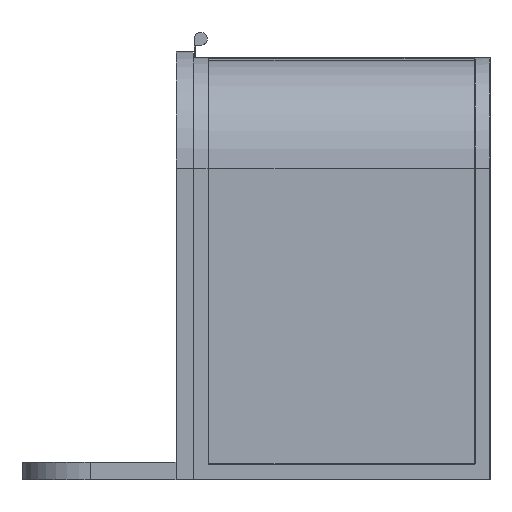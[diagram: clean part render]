
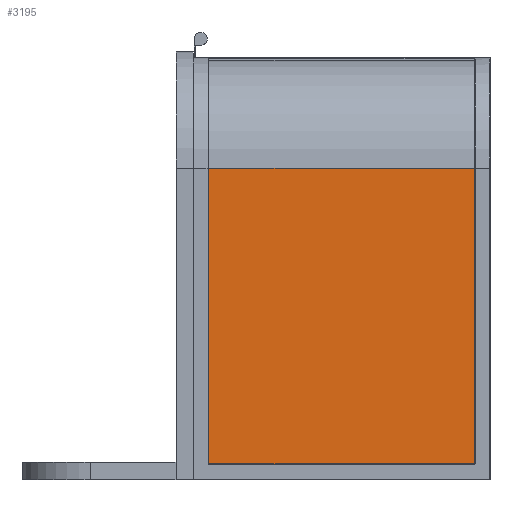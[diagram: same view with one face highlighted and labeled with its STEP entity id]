
A CAD part, left-side view. The second image highlights one B-rep face of the part: STEP entity #3195.
In plain terms, the highlighted planar face has unit normal (-1, 0, 0).
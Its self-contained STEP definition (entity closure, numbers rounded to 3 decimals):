
#109 = CARTESIAN_POINT ( 'NONE',  ( -143., 838.94, -129. ) ) ;
#147 = DIRECTION ( 'NONE',  ( 0., -1., 0. ) ) ;
#338 = DIRECTION ( 'NONE',  ( 0., -1., 0. ) ) ;
#457 = VERTEX_POINT ( 'NONE', #890 ) ;
#653 = CARTESIAN_POINT ( 'NONE',  ( -143., 838.94, -475. ) ) ;
#675 = VECTOR ( 'NONE', #2297, 1000. ) ;
#870 = VERTEX_POINT ( 'NONE', #3628 ) ;
#890 = CARTESIAN_POINT ( 'NONE',  ( -143., 18.5, -474.5 ) ) ;
#943 = PLANE ( 'NONE',  #2370 ) ;
#993 = EDGE_CURVE ( 'NONE', #3402, #457, #2334, .T. ) ;
#1252 = CARTESIAN_POINT ( 'NONE',  ( -143., 328.5, -474.5 ) ) ;
#1301 = LINE ( 'NONE', #109, #3549 ) ;
#1345 = VECTOR ( 'NONE', #3323, 1000. ) ;
#1514 = FACE_OUTER_BOUND ( 'NONE', #1874, .T. ) ;
#1789 = CARTESIAN_POINT ( 'NONE',  ( -143., 328.5, -129. ) ) ;
#1800 = EDGE_CURVE ( 'NONE', #2513, #3402, #2030, .T. ) ;
#1874 = EDGE_LOOP ( 'NONE', ( #3619, #2135, #2190, #3293 ) ) ;
#2030 = LINE ( 'NONE', #3668, #675 ) ;
#2044 = CARTESIAN_POINT ( 'NONE',  ( -143., 18., -474.5 ) ) ;
#2122 = EDGE_CURVE ( 'NONE', #2513, #870, #1301, .T. ) ;
#2135 = ORIENTED_EDGE ( 'NONE', *, *, #1800, .T. ) ;
#2190 = ORIENTED_EDGE ( 'NONE', *, *, #993, .T. ) ;
#2297 = DIRECTION ( 'NONE',  ( 0., 0., -1. ) ) ;
#2319 = DIRECTION ( 'NONE',  ( 1., 0., 0. ) ) ;
#2334 = LINE ( 'NONE', #2044, #2721 ) ;
#2370 = AXIS2_PLACEMENT_3D ( 'NONE', #653, #2319, #2928 ) ;
#2513 = VERTEX_POINT ( 'NONE', #1789 ) ;
#2721 = VECTOR ( 'NONE', #338, 1000. ) ;
#2786 = LINE ( 'NONE', #3566, #1345 ) ;
#2877 = EDGE_CURVE ( 'NONE', #457, #870, #2786, .T. ) ;
#2928 = DIRECTION ( 'NONE',  ( 0., 0., -1. ) ) ;
#3195 = ADVANCED_FACE ( 'NONE', ( #1514 ), #943, .F. ) ;
#3293 = ORIENTED_EDGE ( 'NONE', *, *, #2877, .T. ) ;
#3323 = DIRECTION ( 'NONE',  ( 0., 0., 1. ) ) ;
#3402 = VERTEX_POINT ( 'NONE', #1252 ) ;
#3549 = VECTOR ( 'NONE', #147, 1000. ) ;
#3566 = CARTESIAN_POINT ( 'NONE',  ( -143., 18.5, -475. ) ) ;
#3619 = ORIENTED_EDGE ( 'NONE', *, *, #2122, .F. ) ;
#3628 = CARTESIAN_POINT ( 'NONE',  ( -143., 18.5, -129. ) ) ;
#3668 = CARTESIAN_POINT ( 'NONE',  ( -143., 328.5, -475. ) ) ;
